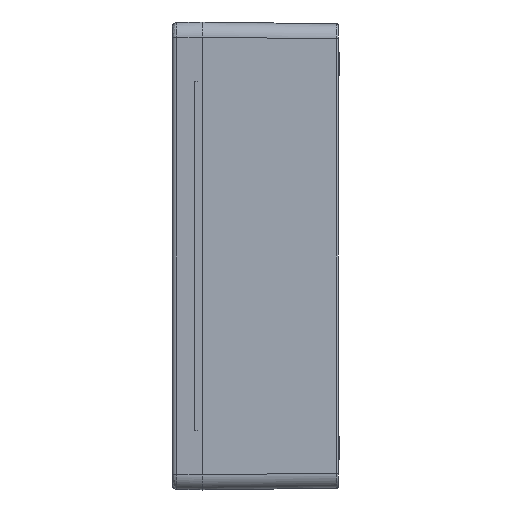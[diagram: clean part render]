
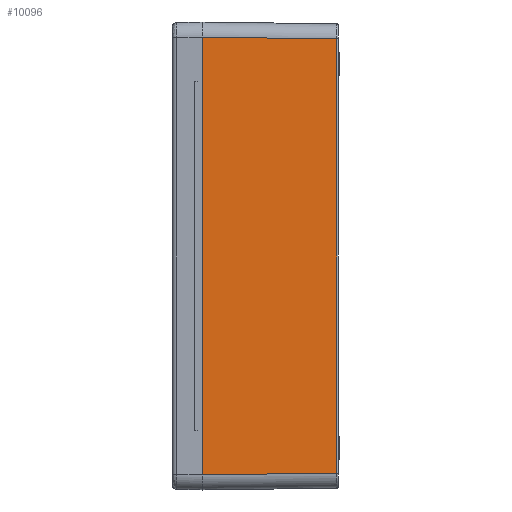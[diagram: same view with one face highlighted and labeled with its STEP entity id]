
A CAD part, left-side view. The second image highlights one B-rep face of the part: STEP entity #10096.
In plain terms, the highlighted planar face has unit normal (-1, -0.014, 0).
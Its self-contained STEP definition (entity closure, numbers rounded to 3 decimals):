
#965=CARTESIAN_POINT('',(-300.,90.,145.001));
#976=DIRECTION('',(0.,0.,1.));
#977=VECTOR('',#976,290.002);
#978=CARTESIAN_POINT('',(-300.,90.,-145.001));
#979=LINE('',#978,#977);
#989=CARTESIAN_POINT('',(-300.,90.,-145.001));
#4685=DIRECTION('',(0.,0.,-1.));
#4686=VECTOR('',#4685,287.516);
#4687=CARTESIAN_POINT('',(-298.757,0.986,
143.758));
#4688=LINE('',#4687,#4686);
#4692=DIRECTION('',(0.014,-1.,0.014));
#4693=VECTOR('',#4692,89.031);
#4694=CARTESIAN_POINT('',(-300.,90.,-145.001));
#4695=LINE('',#4694,#4693);
#4699=DIRECTION('',(0.014,-1.,-0.014));
#4700=VECTOR('',#4699,89.031);
#4701=CARTESIAN_POINT('',(-300.,90.,145.001));
#4702=LINE('',#4701,#4700);
#4714=CARTESIAN_POINT('',(-298.757,0.986,
143.758));
#5266=VERTEX_POINT('',#965);
#5269=VERTEX_POINT('',#989);
#5281=VERTEX_POINT('',#4714);
#5284=CARTESIAN_POINT('',(-298.757,0.986,
-143.758));
#5285=VERTEX_POINT('',#5284);
#10084=CARTESIAN_POINT('',(-300.,90.,-164.915));
#10085=DIRECTION('',(-1.,-0.014,0.));
#10086=DIRECTION('',(0.,0.,1.));
#10087=AXIS2_PLACEMENT_3D('',#10084,#10085,#10086);
#10088=PLANE('',#10087);
#10089=ORIENTED_EDGE('',*,*,#9899,.T.);
#10090=ORIENTED_EDGE('',*,*,#10079,.F.);
#10091=ORIENTED_EDGE('',*,*,#6340,.T.);
#10093=ORIENTED_EDGE('',*,*,#10092,.T.);
#10094=EDGE_LOOP('',(#10089,#10090,#10091,#10093));
#10095=FACE_OUTER_BOUND('',#10094,.F.);
#10096=ADVANCED_FACE('',(#10095),#10088,.T.);
#6340=EDGE_CURVE('',#5269,#5266,#979,.T.);
#9899=EDGE_CURVE('',#5281,#5285,#4688,.T.);
#10079=EDGE_CURVE('',#5269,#5285,#4695,.T.);
#10092=EDGE_CURVE('',#5266,#5281,#4702,.T.);
